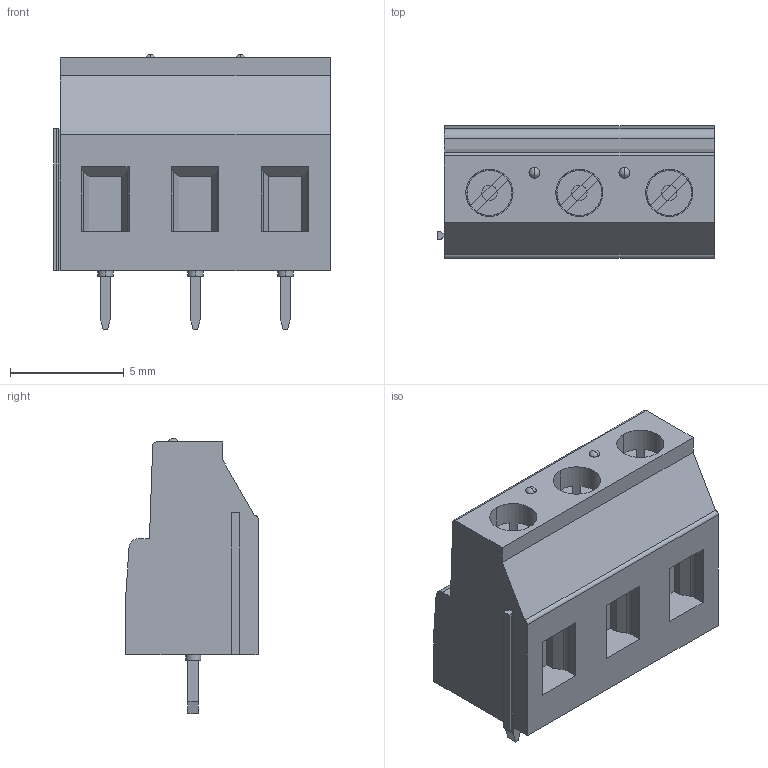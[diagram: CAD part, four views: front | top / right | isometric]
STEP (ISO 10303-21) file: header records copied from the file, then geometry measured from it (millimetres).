
FILE_DESCRIPTION(('FreeCAD Model'),'2;1');
FILE_NAME('x3d_Phoenix3mini.step', '2017-12-08T18:45:04',('kicad StepUp'),('ksu MCAD'), 'Open CASCADE STEP processor 6.8','FreeCAD','Unknown');
FILE_SCHEMA(('AUTOMOTIVE_DESIGN_CC2 { 1 2 10303 214 -1 1 5 4 }'));
Length unit declared in the file: millimetre
Products named in the file (2): ASSEMBLY; x3d_Phoenix3mini
Assembly tree (1 placements, depth 2):
  ASSEMBLY
    x3d_Phoenix3mini
Bounding box: 12.18 x 5.82 x 12.12 mm (x, y, z)
Volume: 517.2 mm3; surface area: 544.2 mm2
Topology: 1 solids, 1 shells, 196 faces, 489 edges, 316 vertices
Faces by surface type: plane 143, cylinder 49, sphere 4
Entity records: 7204 total; most frequent: DIRECTION 1013, CARTESIAN_POINT 1003, ORIENTED_EDGE 978, EDGE_CURVE 489, LINE 361, VECTOR 361, AXIS2_PLACEMENT_3D 326, VERTEX_POINT 316
